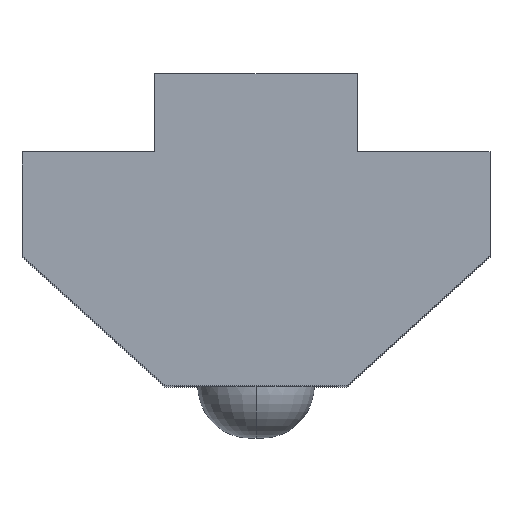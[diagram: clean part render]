
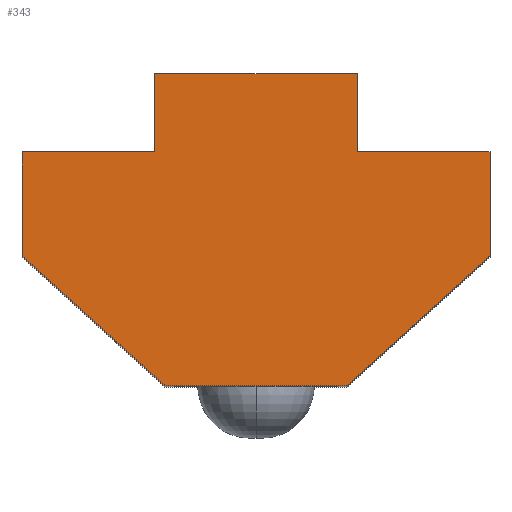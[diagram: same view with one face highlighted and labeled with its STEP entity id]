
A CAD part, top view. The second image highlights one B-rep face of the part: STEP entity #343.
In plain terms, the highlighted planar face has unit normal (0, 0, 1).
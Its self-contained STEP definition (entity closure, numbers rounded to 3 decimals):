
#10 = EDGE_CURVE ( 'NONE', #575, #579, #260, .T. ) ;
#11 = EDGE_CURVE ( 'NONE', #589, #575, #262, .T. ) ;
#12 = EDGE_CURVE ( 'NONE', #579, #587, #264, .T. ) ;
#13 = EDGE_CURVE ( 'NONE', #69, #62, #266, .T. ) ;
#16 = EDGE_CURVE ( 'NONE', #62, #68, #268, .T. ) ;
#19 = EDGE_CURVE ( 'NONE', #578, #589, #273, .T. ) ;
#25 = EDGE_CURVE ( 'NONE', #587, #69, #283, .T. ) ;
#26 = EDGE_CURVE ( 'NONE', #68, #576, #286, .T. ) ;
#37 = EDGE_CURVE ( 'NONE', #576, #580, #305, .T. ) ;
#46 = EDGE_CURVE ( 'NONE', #580, #578, #319, .T. ) ;
#62 = VERTEX_POINT ( 'NONE', #96 ) ;
#68 = VERTEX_POINT ( 'NONE', #101 ) ;
#69 = VERTEX_POINT ( 'NONE', #72 ) ;
#72 = CARTESIAN_POINT ( 'NONE',  ( -9., 5., 0. ) ) ;
#77 = EDGE_LOOP ( 'NONE', ( #475, #474, #473, #506, #490, #503, #504, #505, #491, #502 ) ) ;
#93 = DIRECTION ( 'NONE',  ( 0., 1., 0. ) ) ;
#96 = CARTESIAN_POINT ( 'NONE',  ( -3.5, 0., 0. ) ) ;
#101 = CARTESIAN_POINT ( 'NONE',  ( 3.5, 0., 0. ) ) ;
#107 = CARTESIAN_POINT ( 'NONE',  ( 3.9, 9., 0. ) ) ;
#123 = DIRECTION ( 'NONE',  ( -1., 0., 0. ) ) ;
#126 = DIRECTION ( 'NONE',  ( 1., 0., 0. ) ) ;
#127 = DIRECTION ( 'NONE',  ( 0., 0., 1. ) ) ;
#170 = AXIS2_PLACEMENT_3D ( 'NONE', #559, #127, #126 ) ;
#176 = CARTESIAN_POINT ( 'NONE',  ( -3.9, 9., 0. ) ) ;
#177 = DIRECTION ( 'NONE',  ( 1., 0., 0. ) ) ;
#178 = DIRECTION ( 'NONE',  ( 0., -1., 0. ) ) ;
#179 = DIRECTION ( 'NONE',  ( 0., 1., 0. ) ) ;
#180 = DIRECTION ( 'NONE',  ( 0.74, -0.673, 0. ) ) ;
#181 = CARTESIAN_POINT ( 'NONE',  ( -3.9, 12., 0. ) ) ;
#185 = CARTESIAN_POINT ( 'NONE',  ( 3.9, 12., 0. ) ) ;
#186 = CARTESIAN_POINT ( 'NONE',  ( -3.5, 0., 0. ) ) ;
#187 = DIRECTION ( 'NONE',  ( -1., 0., 0. ) ) ;
#189 = CARTESIAN_POINT ( 'NONE',  ( -9., 9., 0. ) ) ;
#190 = CARTESIAN_POINT ( 'NONE',  ( -3.5, 0., 0. ) ) ;
#191 = DIRECTION ( 'NONE',  ( -1., 0., 0. ) ) ;
#198 = FACE_OUTER_BOUND ( 'NONE', #77, .T. ) ;
#260 = LINE ( 'NONE', #176, #261 ) ;
#261 = VECTOR ( 'NONE', #178, 1000. ) ;
#262 = LINE ( 'NONE', #181, #263 ) ;
#263 = VECTOR ( 'NONE', #191, 1000. ) ;
#264 = LINE ( 'NONE', #189, #265 ) ;
#265 = VECTOR ( 'NONE', #187, 1000. ) ;
#266 = LINE ( 'NONE', #186, #267 ) ;
#267 = VECTOR ( 'NONE', #180, 1000. ) ;
#268 = LINE ( 'NONE', #190, #269 ) ;
#269 = VECTOR ( 'NONE', #177, 1000. ) ;
#273 = LINE ( 'NONE', #185, #274 ) ;
#274 = VECTOR ( 'NONE', #179, 1000. ) ;
#283 = LINE ( 'NONE', #360, #285 ) ;
#285 = VECTOR ( 'NONE', #365, 1000. ) ;
#286 = LINE ( 'NONE', #370, #287 ) ;
#287 = VECTOR ( 'NONE', #366, 1000. ) ;
#305 = LINE ( 'NONE', #465, #306 ) ;
#306 = VECTOR ( 'NONE', #93, 1000. ) ;
#319 = LINE ( 'NONE', #107, #321 ) ;
#321 = VECTOR ( 'NONE', #123, 1000. ) ;
#343 = ADVANCED_FACE ( 'NONE', ( #198 ), #558, .T. ) ;
#360 = CARTESIAN_POINT ( 'NONE',  ( -9., 5., 0. ) ) ;
#365 = DIRECTION ( 'NONE',  ( 0., -1., 0. ) ) ;
#366 = DIRECTION ( 'NONE',  ( 0.74, 0.673, 0. ) ) ;
#370 = CARTESIAN_POINT ( 'NONE',  ( 9., 5., 0. ) ) ;
#416 = CARTESIAN_POINT ( 'NONE',  ( -3.9, 12., 0. ) ) ;
#417 = CARTESIAN_POINT ( 'NONE',  ( 9., 5., 0. ) ) ;
#419 = CARTESIAN_POINT ( 'NONE',  ( 3.9, 9., 0. ) ) ;
#420 = CARTESIAN_POINT ( 'NONE',  ( -3.9, 9., 0. ) ) ;
#421 = CARTESIAN_POINT ( 'NONE',  ( 9., 9., 0. ) ) ;
#427 = CARTESIAN_POINT ( 'NONE',  ( -9., 9., 0. ) ) ;
#428 = CARTESIAN_POINT ( 'NONE',  ( 3.9, 12., 0. ) ) ;
#465 = CARTESIAN_POINT ( 'NONE',  ( 9., 9., 0. ) ) ;
#473 = ORIENTED_EDGE ( 'NONE', *, *, #26, .T. ) ;
#474 = ORIENTED_EDGE ( 'NONE', *, *, #16, .T. ) ;
#475 = ORIENTED_EDGE ( 'NONE', *, *, #13, .T. ) ;
#490 = ORIENTED_EDGE ( 'NONE', *, *, #46, .T. ) ;
#491 = ORIENTED_EDGE ( 'NONE', *, *, #12, .T. ) ;
#502 = ORIENTED_EDGE ( 'NONE', *, *, #25, .T. ) ;
#503 = ORIENTED_EDGE ( 'NONE', *, *, #19, .T. ) ;
#504 = ORIENTED_EDGE ( 'NONE', *, *, #11, .T. ) ;
#505 = ORIENTED_EDGE ( 'NONE', *, *, #10, .T. ) ;
#506 = ORIENTED_EDGE ( 'NONE', *, *, #37, .T. ) ;
#558 = PLANE ( 'NONE',  #170 ) ;
#559 = CARTESIAN_POINT ( 'NONE',  ( 0., -3.182, 0. ) ) ;
#575 = VERTEX_POINT ( 'NONE', #416 ) ;
#576 = VERTEX_POINT ( 'NONE', #417 ) ;
#578 = VERTEX_POINT ( 'NONE', #419 ) ;
#579 = VERTEX_POINT ( 'NONE', #420 ) ;
#580 = VERTEX_POINT ( 'NONE', #421 ) ;
#587 = VERTEX_POINT ( 'NONE', #427 ) ;
#589 = VERTEX_POINT ( 'NONE', #428 ) ;
